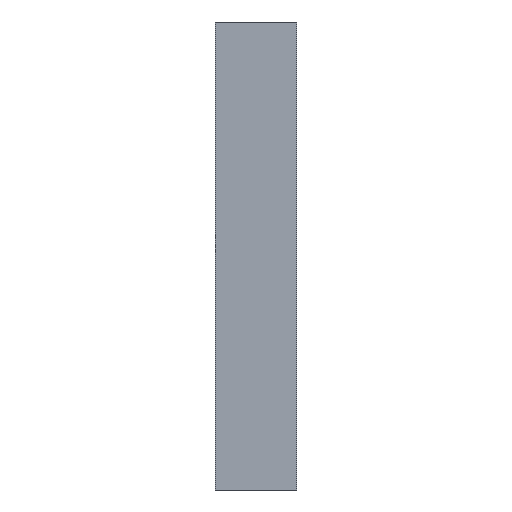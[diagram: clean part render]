
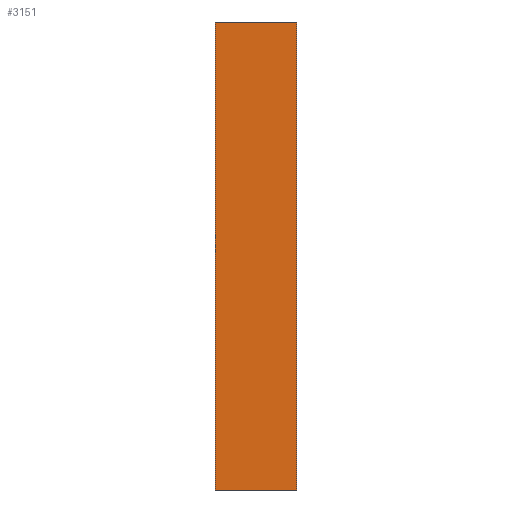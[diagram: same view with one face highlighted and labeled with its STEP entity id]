
A CAD part, front view. The second image highlights one B-rep face of the part: STEP entity #3151.
In plain terms, the highlighted planar face has unit normal (0, -1, 0).
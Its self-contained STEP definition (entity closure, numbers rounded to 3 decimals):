
#278 = VERTEX_POINT ( 'NONE', #1654 ) ;
#469 = CARTESIAN_POINT ( 'NONE',  ( 173.4, 0., 1000. ) ) ;
#655 = CARTESIAN_POINT ( 'NONE',  ( -175., 0., 1000. ) ) ;
#716 = FACE_OUTER_BOUND ( 'NONE', #3536, .T. ) ;
#752 = CARTESIAN_POINT ( 'NONE',  ( -173.4, 0., 1000. ) ) ;
#918 = CARTESIAN_POINT ( 'NONE',  ( 173.4, 0., 1000. ) ) ;
#949 = CARTESIAN_POINT ( 'NONE',  ( -173.4, 0., -1000. ) ) ;
#1012 = DIRECTION ( 'NONE',  ( 1., 0., 0. ) ) ;
#1015 = PLANE ( 'NONE',  #3882 ) ;
#1130 = LINE ( 'NONE', #469, #3006 ) ;
#1199 = VECTOR ( 'NONE', #3499, 1000. ) ;
#1271 = VERTEX_POINT ( 'NONE', #918 ) ;
#1654 = CARTESIAN_POINT ( 'NONE',  ( 173.4, 0., -1000. ) ) ;
#2005 = VERTEX_POINT ( 'NONE', #949 ) ;
#2073 = EDGE_CURVE ( 'NONE', #2005, #278, #4360, .T. ) ;
#2100 = EDGE_CURVE ( 'NONE', #4365, #1271, #3462, .T. ) ;
#2415 = DIRECTION ( 'NONE',  ( 0., 1., 0. ) ) ;
#2464 = ORIENTED_EDGE ( 'NONE', *, *, #3881, .T. ) ;
#2697 = VECTOR ( 'NONE', #3109, 1000. ) ;
#2875 = CARTESIAN_POINT ( 'NONE',  ( -173.4, 0., 1000. ) ) ;
#3006 = VECTOR ( 'NONE', #3607, 1000. ) ;
#3109 = DIRECTION ( 'NONE',  ( 1., 0., 0. ) ) ;
#3151 = ADVANCED_FACE ( 'NONE', ( #716 ), #1015, .F. ) ;
#3201 = EDGE_CURVE ( 'NONE', #1271, #278, #1130, .T. ) ;
#3354 = CARTESIAN_POINT ( 'NONE',  ( -175., 0., -1000. ) ) ;
#3462 = LINE ( 'NONE', #3487, #3857 ) ;
#3487 = CARTESIAN_POINT ( 'NONE',  ( -175., 0., 1000. ) ) ;
#3499 = DIRECTION ( 'NONE',  ( 0., 0., -1. ) ) ;
#3536 = EDGE_LOOP ( 'NONE', ( #4154, #3935, #4387, #2464 ) ) ;
#3607 = DIRECTION ( 'NONE',  ( 0., 0., -1. ) ) ;
#3857 = VECTOR ( 'NONE', #1012, 1000. ) ;
#3881 = EDGE_CURVE ( 'NONE', #4365, #2005, #4216, .T. ) ;
#3882 = AXIS2_PLACEMENT_3D ( 'NONE', #655, #2415, #4473 ) ;
#3935 = ORIENTED_EDGE ( 'NONE', *, *, #3201, .F. ) ;
#4154 = ORIENTED_EDGE ( 'NONE', *, *, #2073, .T. ) ;
#4216 = LINE ( 'NONE', #2875, #1199 ) ;
#4360 = LINE ( 'NONE', #3354, #2697 ) ;
#4365 = VERTEX_POINT ( 'NONE', #752 ) ;
#4387 = ORIENTED_EDGE ( 'NONE', *, *, #2100, .F. ) ;
#4473 = DIRECTION ( 'NONE',  ( -1., 0., 0. ) ) ;
